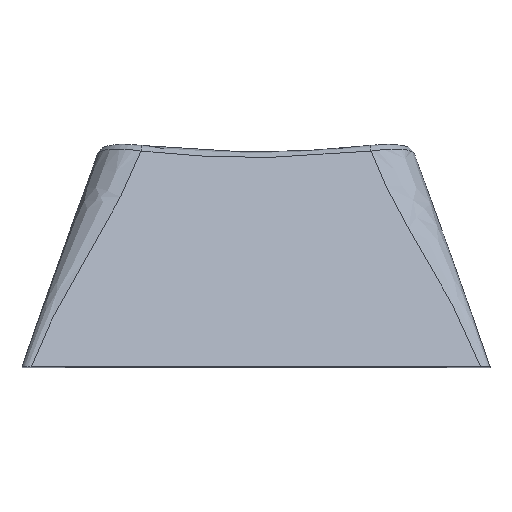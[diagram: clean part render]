
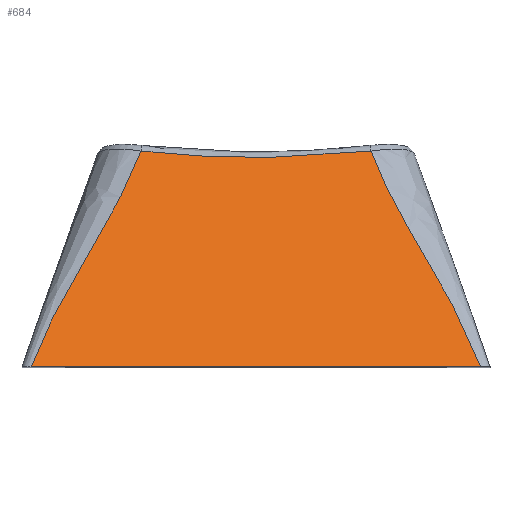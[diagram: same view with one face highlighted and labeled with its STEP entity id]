
A CAD part, top view. The second image highlights one B-rep face of the part: STEP entity #684.
In plain terms, the highlighted planar face has unit normal (0, 0.438, 0.899).
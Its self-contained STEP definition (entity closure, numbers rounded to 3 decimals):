
#507=VERTEX_POINT('',#508);
#508=CARTESIAN_POINT('',(17.637,0.0,0.0));
#520=EDGE_CURVE('',#507,#521,#523,.F.);
#521=VERTEX_POINT('',#522);
#522=CARTESIAN_POINT('',(0.363,0.0,0.0));
#523=LINE('',#524,#525);
#524=CARTESIAN_POINT('',(0.0,0.0,0.0));
#525=VECTOR('',#526,1.0);
#526=DIRECTION('',(1.0,0.0,0.0));
#684=ADVANCED_FACE('',(#685),#747,.T.);
#685=FACE_BOUND('',#686,.T.);
#686=EDGE_LOOP('',(#687,#713,#722,#746));
#687=ORIENTED_EDGE('',*,*,#688,.T.);
#688=EDGE_CURVE('',#507,#689,#691,.T.);
#689=VERTEX_POINT('',#690);
#690=CARTESIAN_POINT('',(13.429,8.306,-4.043));
#691=B_SPLINE_CURVE_WITH_KNOTS('',2,(#692,#693,#694,#695,#696,#697,#698,#699,#700,#701,#702,#703,#704,#705,#706,#707,#708,#709,#710,#711,#712),.UNSPECIFIED.,.F.,.U.,(3,2,2,2,2,2,2,2,2,2,3),(0.0,0.125,0.25,0.375,0.5,0.625,0.75,0.875,0.938,0.969,1.0),.UNSPECIFIED.);
#692=CARTESIAN_POINT('',(17.637,0.,0.));
#693=CARTESIAN_POINT('',(17.452,0.527,-0.256));
#694=CARTESIAN_POINT('',(17.194,1.098,-0.535));
#695=CARTESIAN_POINT('',(16.966,1.606,-0.782));
#696=CARTESIAN_POINT('',(16.668,2.174,-1.058));
#697=CARTESIAN_POINT('',(16.42,2.648,-1.289));
#698=CARTESIAN_POINT('',(16.086,3.234,-1.574));
#699=CARTESIAN_POINT('',(15.885,3.586,-1.745));
#700=CARTESIAN_POINT('',(15.475,4.286,-2.086));
#701=CARTESIAN_POINT('',(15.063,4.989,-2.428));
#702=CARTESIAN_POINT('',(14.864,5.338,-2.598));
#703=CARTESIAN_POINT('',(14.53,5.924,-2.883));
#704=CARTESIAN_POINT('',(14.283,6.398,-3.114));
#705=CARTESIAN_POINT('',(13.986,6.969,-3.392));
#706=CARTESIAN_POINT('',(13.763,7.475,-3.638));
#707=CARTESIAN_POINT('',(13.64,7.754,-3.774));
#708=CARTESIAN_POINT('',(13.535,8.023,-3.905));
#709=CARTESIAN_POINT('',(13.482,8.159,-3.971));
#710=CARTESIAN_POINT('',(13.431,8.299,-4.039));
#711=CARTESIAN_POINT('',(13.425,8.315,-4.047));
#712=CARTESIAN_POINT('',(13.332,8.577,-4.174));
#713=ORIENTED_EDGE('',*,*,#714,.T.);
#714=EDGE_CURVE('',#689,#715,#717,.T.);
#715=VERTEX_POINT('',#716);
#716=CARTESIAN_POINT('',(4.571,8.306,-4.043));
#717=ELLIPSE('',#718,37.841,36.65);
#718=AXIS2_PLACEMENT_3D('',#719,#720,#721);
#719=CARTESIAN_POINT('',(9.0,42.082,-20.481));
#720=DIRECTION('',(0.0,-0.438,-0.899));
#721=DIRECTION('',(0.0,-0.899,0.438));
#722=ORIENTED_EDGE('',*,*,#723,.T.);
#723=EDGE_CURVE('',#715,#521,#724,.T.);
#724=B_SPLINE_CURVE_WITH_KNOTS('',2,(#725,#726,#727,#728,#729,#730,#731,#732,#733,#734,#735,#736,#737,#738,#739,#740,#741,#742,#743,#744,#745),.UNSPECIFIED.,.F.,.U.,(3,2,2,2,2,2,2,2,2,2,3),(0.0,0.031,0.063,0.125,0.25,0.375,0.5,0.625,0.75,0.875,1.0),.UNSPECIFIED.);
#725=CARTESIAN_POINT('',(4.668,8.577,-4.174));
#726=CARTESIAN_POINT('',(4.575,8.316,-4.047));
#727=CARTESIAN_POINT('',(4.569,8.299,-4.039));
#728=CARTESIAN_POINT('',(4.518,8.16,-3.971));
#729=CARTESIAN_POINT('',(4.465,8.023,-3.905));
#730=CARTESIAN_POINT('',(4.361,7.755,-3.774));
#731=CARTESIAN_POINT('',(4.237,7.475,-3.638));
#732=CARTESIAN_POINT('',(4.014,6.97,-3.392));
#733=CARTESIAN_POINT('',(3.717,6.398,-3.114));
#734=CARTESIAN_POINT('',(3.47,5.925,-2.883));
#735=CARTESIAN_POINT('',(3.136,5.338,-2.598));
#736=CARTESIAN_POINT('',(2.937,4.989,-2.428));
#737=CARTESIAN_POINT('',(2.525,4.286,-2.086));
#738=CARTESIAN_POINT('',(2.116,3.587,-1.746));
#739=CARTESIAN_POINT('',(1.914,3.234,-1.574));
#740=CARTESIAN_POINT('',(1.581,2.648,-1.289));
#741=CARTESIAN_POINT('',(1.332,2.174,-1.058));
#742=CARTESIAN_POINT('',(1.035,1.607,-0.782));
#743=CARTESIAN_POINT('',(0.806,1.098,-0.535));
#744=CARTESIAN_POINT('',(0.549,0.527,-0.257));
#745=CARTESIAN_POINT('',(0.363,0.,0.));
#746=ORIENTED_EDGE('',*,*,#520,.F.);
#747=PLANE('',#748);
#748=AXIS2_PLACEMENT_3D('',#749,#750,#751);
#749=CARTESIAN_POINT('',(0.0,0.0,0.0));
#750=DIRECTION('',(0.0,0.438,0.899));
#751=DIRECTION('',(0.0,-0.899,0.438));
